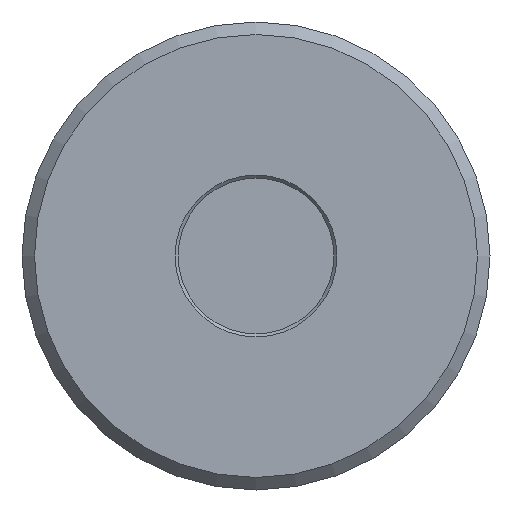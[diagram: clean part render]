
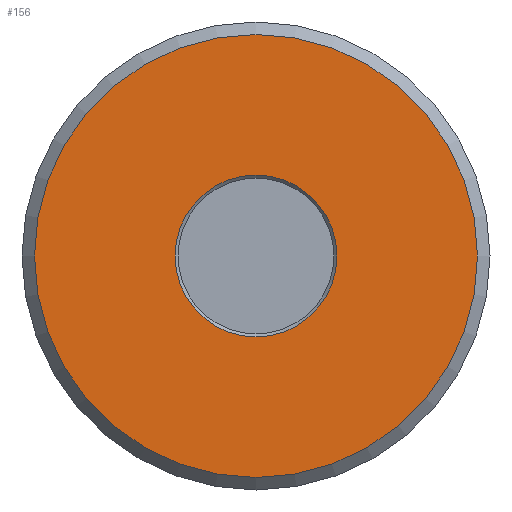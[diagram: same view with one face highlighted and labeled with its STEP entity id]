
A CAD part, front view. The second image highlights one B-rep face of the part: STEP entity #156.
In plain terms, the highlighted planar face has unit normal (0, -1, 0).
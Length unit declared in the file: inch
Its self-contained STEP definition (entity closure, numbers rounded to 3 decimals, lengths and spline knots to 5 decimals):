
#3 = EDGE_CURVE ( 'NONE', #342, #342, #218, .T. ) ;
#30 = ORIENTED_EDGE ( 'NONE', *, *, #496, .F. ) ;
#72 = CARTESIAN_POINT ( 'NONE',  ( 0., 0., 0.19445 ) ) ;
#94 = CARTESIAN_POINT ( 'NONE',  ( 0., 0., 0. ) ) ;
#101 = DIRECTION ( 'NONE',  ( 0., 1., 0. ) ) ;
#111 = EDGE_LOOP ( 'NONE', ( #118 ) ) ;
#118 = ORIENTED_EDGE ( 'NONE', *, *, #3, .T. ) ;
#145 = AXIS2_PLACEMENT_3D ( 'NONE', #341, #101, #209 ) ;
#156 = ADVANCED_FACE ( 'NONE', ( #274, #359 ), #364, .T. ) ;
#163 = EDGE_LOOP ( 'NONE', ( #30 ) ) ;
#167 = AXIS2_PLACEMENT_3D ( 'NONE', #371, #198, #195 ) ;
#195 = DIRECTION ( 'NONE',  ( 0., 0., -1. ) ) ;
#198 = DIRECTION ( 'NONE',  ( 0., -1., 0. ) ) ;
#209 = DIRECTION ( 'NONE',  ( 0., 0., 1. ) ) ;
#218 = CIRCLE ( 'NONE', #145, 0.19445 ) ;
#274 = FACE_BOUND ( 'NONE', #111, .T. ) ;
#291 = CARTESIAN_POINT ( 'NONE',  ( 0., 0., 0.5325 ) ) ;
#292 = VERTEX_POINT ( 'NONE', #291 ) ;
#341 = CARTESIAN_POINT ( 'NONE',  ( 0., 0., 0. ) ) ;
#342 = VERTEX_POINT ( 'NONE', #72 ) ;
#359 = FACE_OUTER_BOUND ( 'NONE', #163, .T. ) ;
#364 = PLANE ( 'NONE',  #167 ) ;
#367 = AXIS2_PLACEMENT_3D ( 'NONE', #94, #477, #425 ) ;
#371 = CARTESIAN_POINT ( 'NONE',  ( -0.19445, 0., 0. ) ) ;
#425 = DIRECTION ( 'NONE',  ( 0., 0., 1. ) ) ;
#450 = CIRCLE ( 'NONE', #367, 0.5325 ) ;
#477 = DIRECTION ( 'NONE',  ( 0., 1., 0. ) ) ;
#496 = EDGE_CURVE ( 'NONE', #292, #292, #450, .T. ) ;
